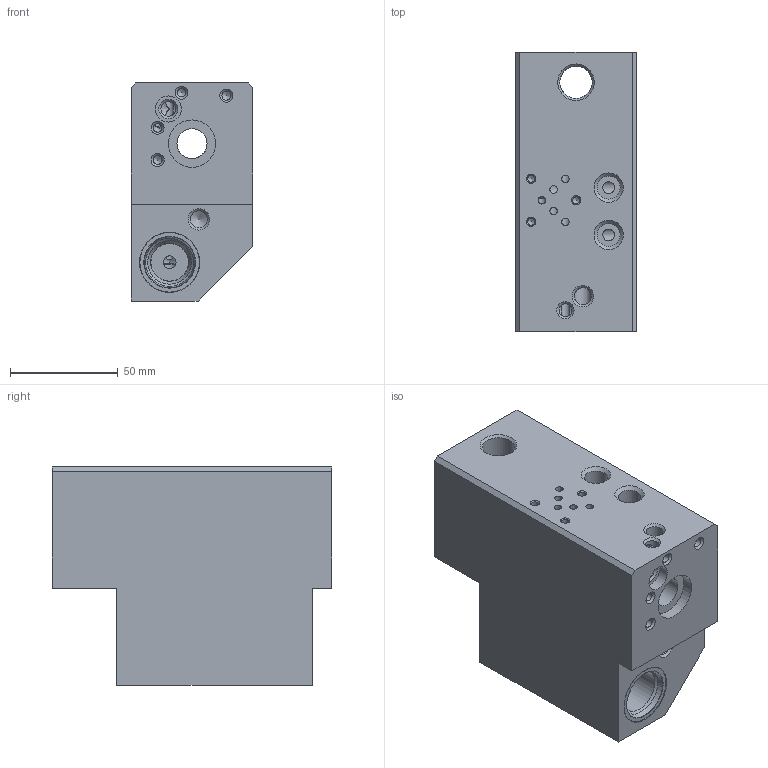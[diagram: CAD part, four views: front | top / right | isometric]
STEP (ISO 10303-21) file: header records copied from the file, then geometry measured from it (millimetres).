
FILE_DESCRIPTION(('FreeCAD Model'),'2;1');
FILE_NAME('Open CASCADE Shape Model','2025-05-09T08:29:40',('FreeCAD'),( 'FreeCAD'),'Open CASCADE STEP processor 7.6','FreeCAD','Unknown');
FILE_SCHEMA(('AUTOMOTIVE_DESIGN { 1 0 10303 214 1 1 1 1 }'));
Length unit declared in the file: millimetre
Products named in the file (1): Open CASCADE STEP translator 7.6 1
Bounding box: 56.4 x 130 x 101.4 mm (x, y, z)
Volume: 542210.3 mm3; surface area: 71467.7 mm2
Topology: 1 solids, 2 shells, 161 faces, 412 edges, 251 vertices
Faces by surface type: cone 67, cylinder 63, plane 28, torus 3
Full cylindrical faces by diameter (mm): 3.242 x3, 3.5 x5, 4 x7, 4.134 x6, 5.5 x3, 6 x4, 6.917 x6, 7.8 x1, 8 x3, 8.566 x1, 10.376 x1, 10.647 x4, 12.1 x1, 12.5 x5, 14 x2, 15 x1, 17.2 x1, 17.5 x1, 20.376 x1, 22 x1, 28 x1
Entity records: 9696 total; most frequent: CARTESIAN_POINT 6087, ORIENTED_EDGE 784, DIRECTION 665, EDGE_CURVE 392, AXIS2_PLACEMENT_3D 315, VERTEX_POINT 250, FACE_BOUND 224, EDGE_LOOP 224
